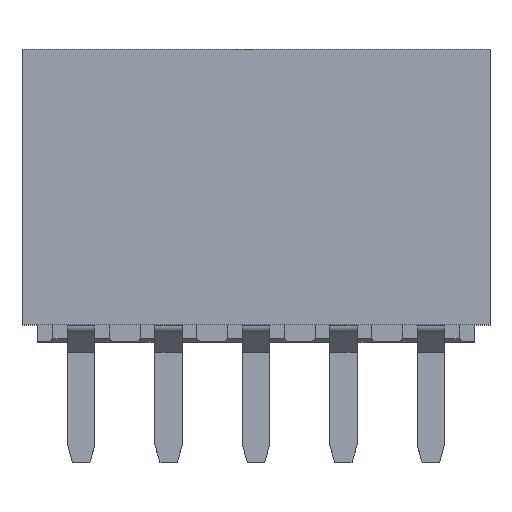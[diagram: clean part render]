
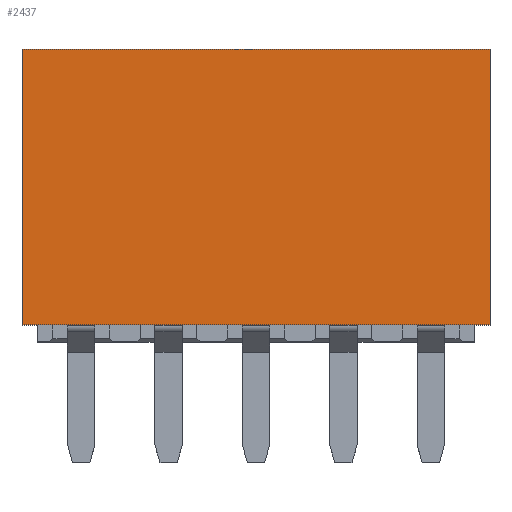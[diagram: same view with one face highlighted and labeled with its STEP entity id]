
A CAD part, top view. The second image highlights one B-rep face of the part: STEP entity #2437.
In plain terms, the highlighted planar face has unit normal (0, 0, 1).
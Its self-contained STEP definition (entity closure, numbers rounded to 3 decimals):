
#2437=ADVANCED_FACE('',(#4699),#3378,.T.);
#3378=PLANE('',#24457);
#4699=FACE_OUTER_BOUND('',#6008,.T.);
#6008=EDGE_LOOP('',(#11653,#11654,#11655,#11656));
#11653=ORIENTED_EDGE('',*,*,#17217,.F.);
#11654=ORIENTED_EDGE('',*,*,#17218,.T.);
#11655=ORIENTED_EDGE('',*,*,#17219,.T.);
#11656=ORIENTED_EDGE('',*,*,#17215,.T.);
#14199=VERTEX_POINT('',#36700);
#14200=VERTEX_POINT('',#36702);
#14201=VERTEX_POINT('',#36706);
#14202=VERTEX_POINT('',#36708);
#17215=EDGE_CURVE('',#14200,#14199,#19649,.T.);
#17217=EDGE_CURVE('',#14201,#14199,#19651,.T.);
#17218=EDGE_CURVE('',#14201,#14202,#19652,.T.);
#17219=EDGE_CURVE('',#14202,#14200,#19653,.T.);
#19649=LINE('',#36701,#22083);
#19651=LINE('',#36705,#22085);
#19652=LINE('',#36707,#22086);
#19653=LINE('',#36709,#22087);
#22083=VECTOR('',#30401,1.);
#22085=VECTOR('',#30405,1.);
#22086=VECTOR('',#30406,1.);
#22087=VECTOR('',#30407,1.);
#24457=AXIS2_PLACEMENT_3D('',#36710,#30408,#30409);
#30401=DIRECTION('',(0.,1.,0.));
#30405=DIRECTION('',(1.,0.,0.));
#30406=DIRECTION('',(0.,-1.,0.));
#30407=DIRECTION('',(1.,0.,0.));
#30408=DIRECTION('',(0.,0.,1.));
#30409=DIRECTION('',(-1.,0.,0.));
#36700=CARTESIAN_POINT('',(4.676,3.626,13.98));
#36701=CARTESIAN_POINT('',(4.676,-4.374,13.98));
#36702=CARTESIAN_POINT('',(4.676,-4.374,13.98));
#36705=CARTESIAN_POINT('',(-2.944,3.626,13.98));
#36706=CARTESIAN_POINT('',(-8.924,3.626,13.98));
#36707=CARTESIAN_POINT('',(-8.924,-4.374,13.98));
#36708=CARTESIAN_POINT('',(-8.924,-4.374,13.98));
#36709=CARTESIAN_POINT('',(-2.944,-4.374,13.98));
#36710=CARTESIAN_POINT('',(-11.464,-4.374,13.98));
